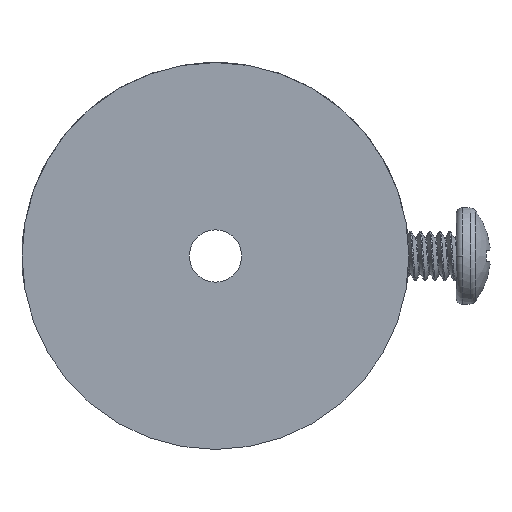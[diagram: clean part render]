
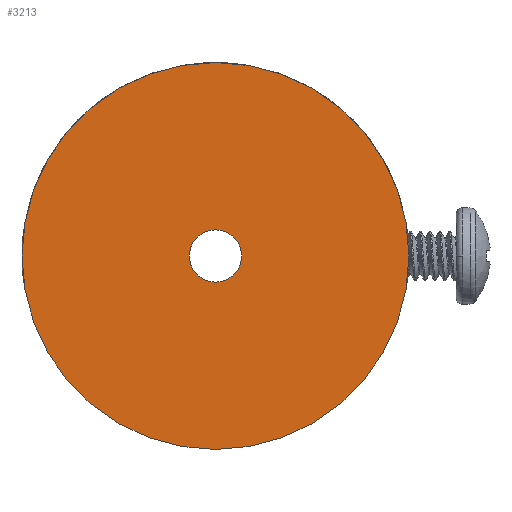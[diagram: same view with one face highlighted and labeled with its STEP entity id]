
A CAD part, front view. The second image highlights one B-rep face of the part: STEP entity #3213.
In plain terms, the highlighted planar face has unit normal (0, -1, 0).
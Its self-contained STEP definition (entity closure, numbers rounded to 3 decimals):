
#1=CARTESIAN_POINT('',(0.,0.,0.));
#2=DIRECTION('',(0.,1.,0.));
#3=DIRECTION('',(1.,0.,0.));
#4=AXIS2_PLACEMENT_3D('',#1,#2,#3);
#6=CARTESIAN_POINT('',(0.,0.,0.));
#7=DIRECTION('',(0.,1.,0.));
#8=DIRECTION('',(-1.,0.,0.));
#9=AXIS2_PLACEMENT_3D('',#6,#7,#8);
#11=CARTESIAN_POINT('',(0.,0.,0.));
#12=DIRECTION('',(0.,1.,0.));
#13=DIRECTION('',(1.,0.,0.));
#14=AXIS2_PLACEMENT_3D('',#11,#12,#13);
#16=CARTESIAN_POINT('',(0.,0.,0.));
#17=DIRECTION('',(0.,1.,0.));
#18=DIRECTION('',(-1.,0.,0.));
#19=AXIS2_PLACEMENT_3D('',#16,#17,#18);
#2930=CARTESIAN_POINT('',(25.,0.,0.));
#2931=CARTESIAN_POINT('',(-25.,0.,0.));
#2932=VERTEX_POINT('',#2930);
#2933=VERTEX_POINT('',#2931);
#2979=CARTESIAN_POINT('',(3.378,0.,0.));
#2980=CARTESIAN_POINT('',(-3.378,0.,0.));
#2981=VERTEX_POINT('',#2979);
#2982=VERTEX_POINT('',#2980);
#3196=CARTESIAN_POINT('',(0.,0.,0.));
#3197=DIRECTION('',(0.,1.,0.));
#3198=DIRECTION('',(1.,0.,0.));
#3199=AXIS2_PLACEMENT_3D('',#3196,#3197,#3198);
#3200=PLANE('',#3199);
#3202=ORIENTED_EDGE('',*,*,#3201,.T.);
#3204=ORIENTED_EDGE('',*,*,#3203,.T.);
#3205=EDGE_LOOP('',(#3202,#3204));
#3206=FACE_OUTER_BOUND('',#3205,.F.);
#3208=ORIENTED_EDGE('',*,*,#3207,.F.);
#3210=ORIENTED_EDGE('',*,*,#3209,.F.);
#3211=EDGE_LOOP('',(#3208,#3210));
#3212=FACE_BOUND('',#3211,.F.);
#3213=ADVANCED_FACE('',(#3206,#3212),#3200,.F.);
#5=CIRCLE('',#4,25.);
#10=CIRCLE('',#9,25.);
#15=CIRCLE('',#14,3.378);
#20=CIRCLE('',#19,3.378);
#3201=EDGE_CURVE('',#2932,#2933,#5,.T.);
#3203=EDGE_CURVE('',#2933,#2932,#10,.T.);
#3207=EDGE_CURVE('',#2981,#2982,#15,.T.);
#3209=EDGE_CURVE('',#2982,#2981,#20,.T.);
